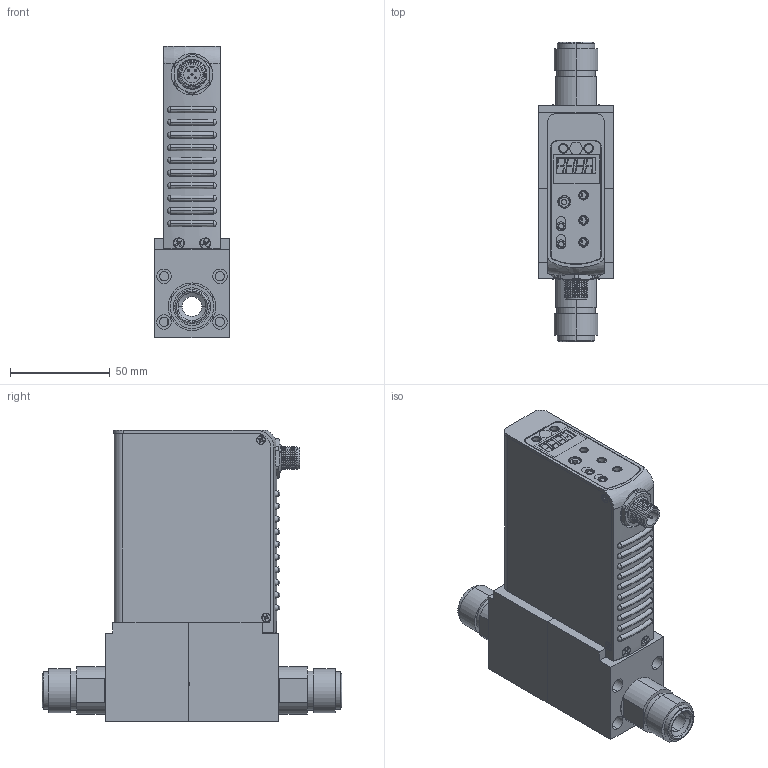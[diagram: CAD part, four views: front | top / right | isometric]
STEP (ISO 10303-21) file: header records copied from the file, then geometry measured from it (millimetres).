
FILE_DESCRIPTION (( 'STEP AP203' ), '1' );
FILE_NAME ('GF101-GF121-GF126-V2-DX.STEP', '2021-02-11T22:17:51', ( '' ), ( '' ), 'SwSTEP 2.0', 'SolidWorks 2020', '' );
FILE_SCHEMA (( 'CONFIG_CONTROL_DESIGN' ));
Products named in the file (1): GF101-GF121-GF126-V2-DX
Bounding box: 37.59 x 150.42 x 146.05 mm (x, y, z)
Volume: 90432.9 mm3; surface area: 96375.8 mm2
Topology: 185 solids, 185 shells, 3878 faces, 9944 edges, 6554 vertices
Faces by surface type: plane 1714, bspline 1396, cylinder 489, cone 252, torus 27
Entity records: 143018 total; most frequent: CARTESIAN_POINT 58745, ORIENTED_EDGE 19812, DIRECTION 12756, EDGE_CURVE 9906, VERTEX_POINT 6554, LINE 5494, VECTOR 5494, EDGE_LOOP 4156
